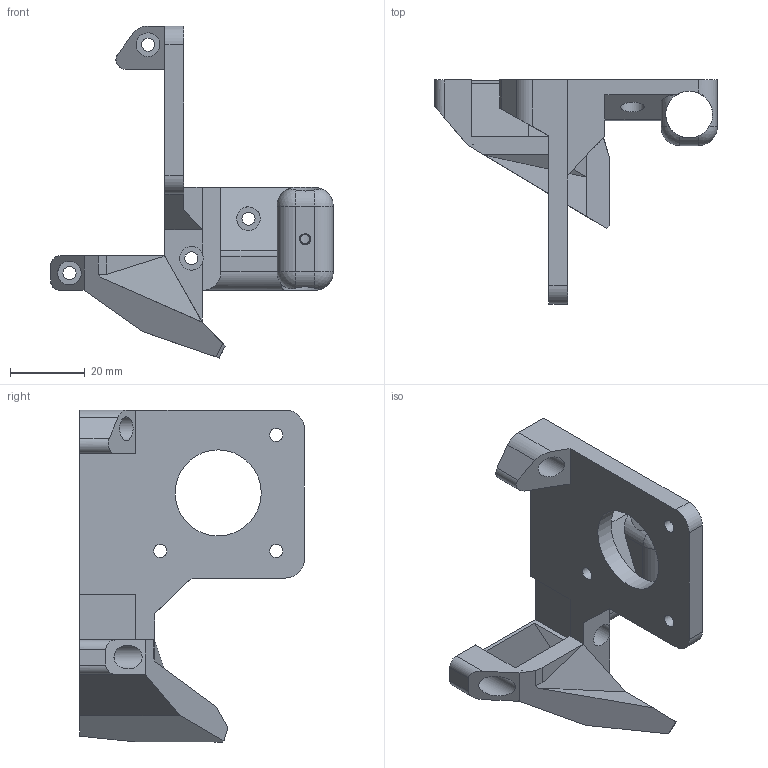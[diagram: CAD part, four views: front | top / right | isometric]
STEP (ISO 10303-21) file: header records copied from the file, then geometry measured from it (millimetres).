
FILE_DESCRIPTION(/* description */ (''),/* implementation_level */ '2;1');
FILE_NAME(/* name */ 'Mosquito Mount.step',/* time_stamp */ '2019-11-06T13:22:19-05:00',/* author */ (''),/* organization */ (''),/* preprocessor_version */ 'ST-DEVELOPER v18',/* originating_system */ 'Autodesk Translation Framework v8.9.1.1155',/* authorisation */ '');
FILE_SCHEMA (('AUTOMOTIVE_DESIGN { 1 0 10303 214 3 1 1 }'));
Length unit declared in the file: millimetre
Products named in the file (1): Mosquito Mount
Bounding box: 75.47 x 60 x 88.7 mm (x, y, z)
Volume: 30020.1 mm3; surface area: 19030.6 mm2
Topology: 1 solids, 1 shells, 115 faces, 328 edges, 214 vertices
Faces by surface type: plane 67, cylinder 42, sphere 4, bspline 2
Full cylindrical faces by diameter (mm): 2.529 x4, 3.086 x4, 3.5 x7, 6.35 x4, 12.5 x1, 23 x1
Entity records: 4590 total; most frequent: CARTESIAN_POINT 1536, ORIENTED_EDGE 656, DIRECTION 580, EDGE_CURVE 328, LINE 216, VECTOR 216, VERTEX_POINT 214, AXIS2_PLACEMENT_3D 182
